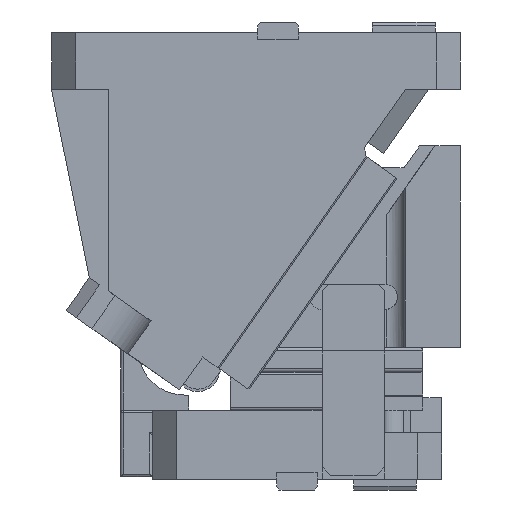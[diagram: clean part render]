
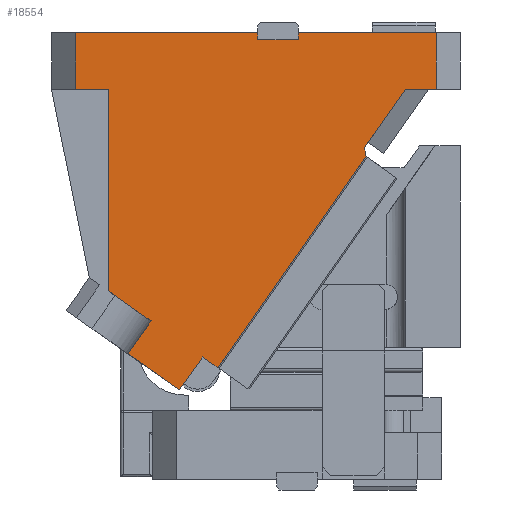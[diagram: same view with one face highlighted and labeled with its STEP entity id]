
A CAD part, front view. The second image highlights one B-rep face of the part: STEP entity #18554.
In plain terms, the highlighted planar face has unit normal (0, -1, 0).
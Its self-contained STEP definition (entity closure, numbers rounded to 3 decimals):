
#16583=CARTESIAN_POINT('Vertex',(-0.881,-45.,125.903)) ;
#16586=CARTESIAN_POINT('Line Origine',(-17.94,-45.,137.849)) ;
#16590=CARTESIAN_POINT('Vertex',(-35.,-45.,149.794)) ;
#17172=CARTESIAN_POINT('Vertex',(201.271,-45.,310.)) ;
#17175=CARTESIAN_POINT('Line Origine',(184.995,-45.,286.755)) ;
#17179=CARTESIAN_POINT('Vertex',(168.719,-45.,263.511)) ;
#17810=CARTESIAN_POINT('Vertex',(40.077,-45.,97.225)) ;
#17813=CARTESIAN_POINT('Line Origine',(30.9,-45.,84.118)) ;
#17817=CARTESIAN_POINT('Vertex',(21.722,-45.,71.012)) ;
#18418=CARTESIAN_POINT('Line Origine',(-35.,-45.,229.897)) ;
#18422=CARTESIAN_POINT('Vertex',(-35.,-45.,310.)) ;
#18437=CARTESIAN_POINT('Axis2P3D Location',(104.828,-45.,218.522)) ;
#18442=CARTESIAN_POINT('Line Origine',(-47.929,-45.,310.)) ;
#18446=CARTESIAN_POINT('Vertex',(-60.858,-45.,310.)) ;
#18449=CARTESIAN_POINT('Line Origine',(-10.058,-45.,112.797)) ;
#18453=CARTESIAN_POINT('Vertex',(-19.235,-45.,99.691)) ;
#18456=CARTESIAN_POINT('Line Origine',(1.244,-45.,85.351)) ;
#18461=CARTESIAN_POINT('Line Origine',(46.22,-45.,92.923)) ;
#18465=CARTESIAN_POINT('Vertex',(52.364,-45.,88.621)) ;
#18468=CARTESIAN_POINT('Line Origine',(111.156,-45.,172.584)) ;
#18472=CARTESIAN_POINT('Vertex',(169.947,-45.,256.547)) ;
#18475=CARTESIAN_POINT('Line Origine',(169.333,-45.,260.029)) ;
#18480=CARTESIAN_POINT('Line Origine',(213.565,-45.,310.)) ;
#18484=CARTESIAN_POINT('Vertex',(225.858,-45.,310.)) ;
#18487=CARTESIAN_POINT('Line Origine',(225.858,-45.,332.5)) ;
#18491=CARTESIAN_POINT('Vertex',(225.858,-45.,355.)) ;
#18494=CARTESIAN_POINT('Line Origine',(170.929,-45.,355.)) ;
#18498=CARTESIAN_POINT('Vertex',(116.,-45.,355.)) ;
#18501=CARTESIAN_POINT('Line Origine',(116.,-45.,352.25)) ;
#18505=CARTESIAN_POINT('Vertex',(116.,-45.,349.5)) ;
#18508=CARTESIAN_POINT('Line Origine',(100.,-45.,349.5)) ;
#18512=CARTESIAN_POINT('Vertex',(84.,-45.,349.5)) ;
#18515=CARTESIAN_POINT('Line Origine',(84.,-45.,352.25)) ;
#18519=CARTESIAN_POINT('Vertex',(84.,-45.,355.)) ;
#18522=CARTESIAN_POINT('Line Origine',(11.571,-45.,355.)) ;
#18526=CARTESIAN_POINT('Vertex',(-60.858,-45.,355.)) ;
#18529=CARTESIAN_POINT('Line Origine',(-60.858,-45.,332.5)) ;
#16587=DIRECTION('Vector Direction',(0.819,0.,-0.574)) ;
#17176=DIRECTION('Vector Direction',(0.574,0.,0.819)) ;
#17814=DIRECTION('Vector Direction',(0.574,0.,0.819)) ;
#18419=DIRECTION('Vector Direction',(0.,0.,-1.)) ;
#18438=DIRECTION('Axis2P3D Direction',(0.,-1.,0.)) ;
#18439=DIRECTION('Axis2P3D XDirection',(1.,0.,0.)) ;
#18443=DIRECTION('Vector Direction',(1.,0.,0.)) ;
#18450=DIRECTION('Vector Direction',(0.574,0.,0.819)) ;
#18457=DIRECTION('Vector Direction',(0.819,0.,-0.574)) ;
#18462=DIRECTION('Vector Direction',(0.819,0.,-0.574)) ;
#18469=DIRECTION('Vector Direction',(-0.574,0.,-0.819)) ;
#18476=DIRECTION('Vector Direction',(-0.174,0.,0.985)) ;
#18481=DIRECTION('Vector Direction',(1.,0.,0.)) ;
#18488=DIRECTION('Vector Direction',(0.,0.,1.)) ;
#18495=DIRECTION('Vector Direction',(-1.,0.,0.)) ;
#18502=DIRECTION('Vector Direction',(0.,0.,1.)) ;
#18509=DIRECTION('Vector Direction',(-1.,0.,0.)) ;
#18516=DIRECTION('Vector Direction',(0.,0.,-1.)) ;
#18523=DIRECTION('Vector Direction',(-1.,0.,0.)) ;
#18530=DIRECTION('Vector Direction',(0.,0.,1.)) ;
#18440=AXIS2_PLACEMENT_3D('Plane Axis2P3D',#18437,#18438,#18439) ;
#18535=ORIENTED_EDGE('',*,*,#18448,.T.) ;
#18536=ORIENTED_EDGE('',*,*,#18424,.T.) ;
#18537=ORIENTED_EDGE('',*,*,#16592,.T.) ;
#18538=ORIENTED_EDGE('',*,*,#18455,.F.) ;
#18539=ORIENTED_EDGE('',*,*,#18460,.T.) ;
#18540=ORIENTED_EDGE('',*,*,#17819,.F.) ;
#18541=ORIENTED_EDGE('',*,*,#18467,.T.) ;
#18542=ORIENTED_EDGE('',*,*,#18474,.F.) ;
#18543=ORIENTED_EDGE('',*,*,#18479,.T.) ;
#18544=ORIENTED_EDGE('',*,*,#17181,.T.) ;
#18545=ORIENTED_EDGE('',*,*,#18486,.T.) ;
#18546=ORIENTED_EDGE('',*,*,#18493,.T.) ;
#18547=ORIENTED_EDGE('',*,*,#18500,.T.) ;
#18548=ORIENTED_EDGE('',*,*,#18507,.F.) ;
#18549=ORIENTED_EDGE('',*,*,#18514,.T.) ;
#18550=ORIENTED_EDGE('',*,*,#18521,.F.) ;
#18551=ORIENTED_EDGE('',*,*,#18528,.T.) ;
#18552=ORIENTED_EDGE('',*,*,#18533,.T.) ;
#16588=VECTOR('Line Direction',#16587,1.) ;
#17177=VECTOR('Line Direction',#17176,1.) ;
#17815=VECTOR('Line Direction',#17814,1.) ;
#18420=VECTOR('Line Direction',#18419,1.) ;
#18444=VECTOR('Line Direction',#18443,1.) ;
#18451=VECTOR('Line Direction',#18450,1.) ;
#18458=VECTOR('Line Direction',#18457,1.) ;
#18463=VECTOR('Line Direction',#18462,1.) ;
#18470=VECTOR('Line Direction',#18469,1.) ;
#18477=VECTOR('Line Direction',#18476,1.) ;
#18482=VECTOR('Line Direction',#18481,1.) ;
#18489=VECTOR('Line Direction',#18488,1.) ;
#18496=VECTOR('Line Direction',#18495,1.) ;
#18503=VECTOR('Line Direction',#18502,1.) ;
#18510=VECTOR('Line Direction',#18509,1.) ;
#18517=VECTOR('Line Direction',#18516,1.) ;
#18524=VECTOR('Line Direction',#18523,1.) ;
#18531=VECTOR('Line Direction',#18530,1.) ;
#18554=ADVANCED_FACE('CAM HOLDER',(#18553),#18441,.T.) ;
#16592=EDGE_CURVE('',#16591,#16584,#16589,.T.) ;
#17181=EDGE_CURVE('',#17180,#17173,#17178,.T.) ;
#17819=EDGE_CURVE('',#17811,#17818,#17816,.F.) ;
#18424=EDGE_CURVE('',#18423,#16591,#18421,.T.) ;
#18448=EDGE_CURVE('',#18447,#18423,#18445,.T.) ;
#18455=EDGE_CURVE('',#18454,#16584,#18452,.T.) ;
#18460=EDGE_CURVE('',#18454,#17818,#18459,.T.) ;
#18467=EDGE_CURVE('',#17811,#18466,#18464,.T.) ;
#18474=EDGE_CURVE('',#18473,#18466,#18471,.T.) ;
#18479=EDGE_CURVE('',#18473,#17180,#18478,.T.) ;
#18486=EDGE_CURVE('',#17173,#18485,#18483,.T.) ;
#18493=EDGE_CURVE('',#18485,#18492,#18490,.T.) ;
#18500=EDGE_CURVE('',#18492,#18499,#18497,.T.) ;
#18507=EDGE_CURVE('',#18506,#18499,#18504,.T.) ;
#18514=EDGE_CURVE('',#18506,#18513,#18511,.T.) ;
#18521=EDGE_CURVE('',#18520,#18513,#18518,.T.) ;
#18528=EDGE_CURVE('',#18520,#18527,#18525,.T.) ;
#18533=EDGE_CURVE('',#18527,#18447,#18532,.F.) ;
#18534=EDGE_LOOP('',(#18535,#18536,#18537,#18538,#18539,#18540,#18541,#18542,#18543,#18544,#18545,#18546,#18547,#18548,#18549,#18550,#18551,#18552)) ;
#18553=FACE_OUTER_BOUND('',#18534,.T.) ;
#16589=LINE('Line',#16586,#16588) ;
#17178=LINE('Line',#17175,#17177) ;
#17816=LINE('Line',#17813,#17815) ;
#18421=LINE('Line',#18418,#18420) ;
#18445=LINE('Line',#18442,#18444) ;
#18452=LINE('Line',#18449,#18451) ;
#18459=LINE('Line',#18456,#18458) ;
#18464=LINE('Line',#18461,#18463) ;
#18471=LINE('Line',#18468,#18470) ;
#18478=LINE('Line',#18475,#18477) ;
#18483=LINE('Line',#18480,#18482) ;
#18490=LINE('Line',#18487,#18489) ;
#18497=LINE('Line',#18494,#18496) ;
#18504=LINE('Line',#18501,#18503) ;
#18511=LINE('Line',#18508,#18510) ;
#18518=LINE('Line',#18515,#18517) ;
#18525=LINE('Line',#18522,#18524) ;
#18532=LINE('Line',#18529,#18531) ;
#18441=PLANE('Plane',#18440) ;
#16584=VERTEX_POINT('',#16583) ;
#16591=VERTEX_POINT('',#16590) ;
#17173=VERTEX_POINT('',#17172) ;
#17180=VERTEX_POINT('',#17179) ;
#17811=VERTEX_POINT('',#17810) ;
#17818=VERTEX_POINT('',#17817) ;
#18423=VERTEX_POINT('',#18422) ;
#18447=VERTEX_POINT('',#18446) ;
#18454=VERTEX_POINT('',#18453) ;
#18466=VERTEX_POINT('',#18465) ;
#18473=VERTEX_POINT('',#18472) ;
#18485=VERTEX_POINT('',#18484) ;
#18492=VERTEX_POINT('',#18491) ;
#18499=VERTEX_POINT('',#18498) ;
#18506=VERTEX_POINT('',#18505) ;
#18513=VERTEX_POINT('',#18512) ;
#18520=VERTEX_POINT('',#18519) ;
#18527=VERTEX_POINT('',#18526) ;
